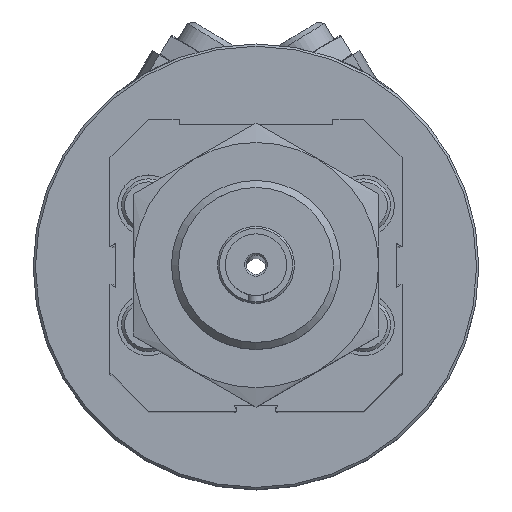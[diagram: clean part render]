
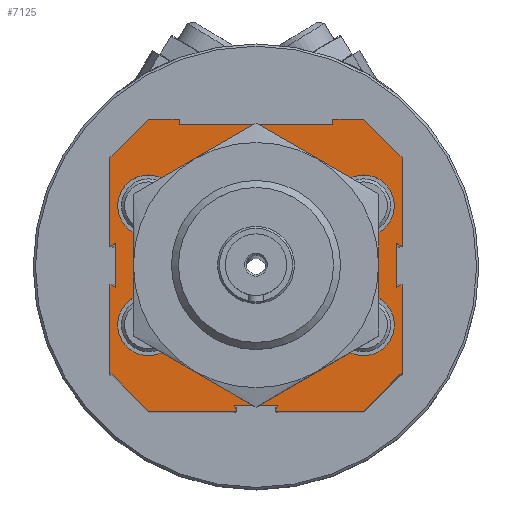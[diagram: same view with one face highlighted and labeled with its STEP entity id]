
A CAD part, top view. The second image highlights one B-rep face of the part: STEP entity #7125.
In plain terms, the highlighted face is planar.
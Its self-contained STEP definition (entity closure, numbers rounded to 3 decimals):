
#201=LINE('',#11245,#730);
#203=LINE('',#11249,#732);
#205=LINE('',#11253,#734);
#239=LINE('',#11339,#768);
#241=LINE('',#11343,#770);
#243=LINE('',#11347,#772);
#277=LINE('',#11433,#806);
#279=LINE('',#11437,#808);
#281=LINE('',#11441,#810);
#341=LINE('',#11597,#870);
#343=LINE('',#11601,#872);
#345=LINE('',#11605,#874);
#387=LINE('',#11706,#916);
#389=LINE('',#11710,#918);
#391=LINE('',#11714,#920);
#392=LINE('',#11716,#921);
#394=LINE('',#11720,#923);
#396=LINE('',#11724,#925);
#397=LINE('',#11726,#926);
#399=LINE('',#11730,#928);
#401=LINE('',#11734,#930);
#402=LINE('',#11736,#931);
#404=LINE('',#11740,#933);
#406=LINE('',#11744,#935);
#730=VECTOR('',#8791,1000.);
#732=VECTOR('',#8795,1000.);
#734=VECTOR('',#8799,1000.);
#768=VECTOR('',#8893,1000.);
#770=VECTOR('',#8897,1000.);
#772=VECTOR('',#8901,1000.);
#806=VECTOR('',#8995,1000.);
#808=VECTOR('',#8999,1000.);
#810=VECTOR('',#9003,1000.);
#870=VECTOR('',#9175,1000.);
#872=VECTOR('',#9179,1000.);
#874=VECTOR('',#9183,1000.);
#916=VECTOR('',#9301,1000.);
#918=VECTOR('',#9305,1000.);
#920=VECTOR('',#9309,1000.);
#921=VECTOR('',#9312,1000.);
#923=VECTOR('',#9316,1000.);
#925=VECTOR('',#9320,1000.);
#926=VECTOR('',#9323,1000.);
#928=VECTOR('',#9327,1000.);
#930=VECTOR('',#9331,1000.);
#931=VECTOR('',#9334,1000.);
#933=VECTOR('',#9338,1000.);
#935=VECTOR('',#9342,1000.);
#1278=PLANE('',#7871);
#1721=CIRCLE('',#7872,4.);
#1722=CIRCLE('',#7873,4.);
#1723=CIRCLE('',#7874,4.);
#1724=CIRCLE('',#7875,4.);
#1725=CIRCLE('',#7876,11.);
#2820=ORIENTED_EDGE('',*,*,#4343,.T.);
#2821=ORIENTED_EDGE('',*,*,#4344,.T.);
#2822=ORIENTED_EDGE('',*,*,#4345,.T.);
#2823=ORIENTED_EDGE('',*,*,#4346,.T.);
#2824=ORIENTED_EDGE('',*,*,#4347,.F.);
#2825=ORIENTED_EDGE('',*,*,#4090,.F.);
#2826=ORIENTED_EDGE('',*,*,#4342,.F.);
#2827=ORIENTED_EDGE('',*,*,#4340,.F.);
#2828=ORIENTED_EDGE('',*,*,#4338,.F.);
#2829=ORIENTED_EDGE('',*,*,#4272,.F.);
#2830=ORIENTED_EDGE('',*,*,#4270,.F.);
#2831=ORIENTED_EDGE('',*,*,#4268,.F.);
#2832=ORIENTED_EDGE('',*,*,#4337,.F.);
#2833=ORIENTED_EDGE('',*,*,#4335,.F.);
#2834=ORIENTED_EDGE('',*,*,#4333,.F.);
#2835=ORIENTED_EDGE('',*,*,#4190,.F.);
#2836=ORIENTED_EDGE('',*,*,#4188,.F.);
#2837=ORIENTED_EDGE('',*,*,#4186,.F.);
#2838=ORIENTED_EDGE('',*,*,#4332,.F.);
#2839=ORIENTED_EDGE('',*,*,#4330,.F.);
#2840=ORIENTED_EDGE('',*,*,#4328,.F.);
#2841=ORIENTED_EDGE('',*,*,#4142,.F.);
#2842=ORIENTED_EDGE('',*,*,#4140,.F.);
#2843=ORIENTED_EDGE('',*,*,#4138,.F.);
#2844=ORIENTED_EDGE('',*,*,#4327,.F.);
#2845=ORIENTED_EDGE('',*,*,#4325,.F.);
#2846=ORIENTED_EDGE('',*,*,#4323,.F.);
#2847=ORIENTED_EDGE('',*,*,#4094,.F.);
#2848=ORIENTED_EDGE('',*,*,#4092,.F.);
#4090=EDGE_CURVE('',#5056,#5057,#201,.T.);
#4092=EDGE_CURVE('',#5057,#5058,#203,.T.);
#4094=EDGE_CURVE('',#5058,#5059,#205,.T.);
#4138=EDGE_CURVE('',#5080,#5081,#239,.T.);
#4140=EDGE_CURVE('',#5081,#5082,#241,.T.);
#4142=EDGE_CURVE('',#5082,#5083,#243,.T.);
#4186=EDGE_CURVE('',#5104,#5105,#277,.T.);
#4188=EDGE_CURVE('',#5105,#5106,#279,.T.);
#4190=EDGE_CURVE('',#5106,#5107,#281,.T.);
#4268=EDGE_CURVE('',#5146,#5147,#341,.T.);
#4270=EDGE_CURVE('',#5147,#5148,#343,.T.);
#4272=EDGE_CURVE('',#5148,#5149,#345,.T.);
#4323=EDGE_CURVE('',#5059,#5170,#387,.T.);
#4325=EDGE_CURVE('',#5170,#5171,#389,.T.);
#4327=EDGE_CURVE('',#5171,#5080,#391,.T.);
#4328=EDGE_CURVE('',#5083,#5172,#392,.T.);
#4330=EDGE_CURVE('',#5172,#5173,#394,.T.);
#4332=EDGE_CURVE('',#5173,#5104,#396,.T.);
#4333=EDGE_CURVE('',#5107,#5174,#397,.T.);
#4335=EDGE_CURVE('',#5174,#5175,#399,.T.);
#4337=EDGE_CURVE('',#5175,#5146,#401,.T.);
#4338=EDGE_CURVE('',#5149,#5176,#402,.T.);
#4340=EDGE_CURVE('',#5176,#5177,#404,.T.);
#4342=EDGE_CURVE('',#5177,#5056,#406,.T.);
#4343=EDGE_CURVE('',#5178,#5178,#1721,.T.);
#4344=EDGE_CURVE('',#5179,#5179,#1722,.T.);
#4345=EDGE_CURVE('',#5180,#5180,#1723,.T.);
#4346=EDGE_CURVE('',#5181,#5181,#1724,.T.);
#4347=EDGE_CURVE('',#5182,#5182,#1725,.F.);
#5056=VERTEX_POINT('',#11244);
#5057=VERTEX_POINT('',#11246);
#5058=VERTEX_POINT('',#11250);
#5059=VERTEX_POINT('',#11254);
#5080=VERTEX_POINT('',#11338);
#5081=VERTEX_POINT('',#11340);
#5082=VERTEX_POINT('',#11344);
#5083=VERTEX_POINT('',#11348);
#5104=VERTEX_POINT('',#11432);
#5105=VERTEX_POINT('',#11434);
#5106=VERTEX_POINT('',#11438);
#5107=VERTEX_POINT('',#11442);
#5146=VERTEX_POINT('',#11596);
#5147=VERTEX_POINT('',#11598);
#5148=VERTEX_POINT('',#11602);
#5149=VERTEX_POINT('',#11606);
#5170=VERTEX_POINT('',#11707);
#5171=VERTEX_POINT('',#11711);
#5172=VERTEX_POINT('',#11717);
#5173=VERTEX_POINT('',#11721);
#5174=VERTEX_POINT('',#11727);
#5175=VERTEX_POINT('',#11731);
#5176=VERTEX_POINT('',#11737);
#5177=VERTEX_POINT('',#11741);
#5178=VERTEX_POINT('',#11747);
#5179=VERTEX_POINT('',#11749);
#5180=VERTEX_POINT('',#11751);
#5181=VERTEX_POINT('',#11753);
#5182=VERTEX_POINT('',#11755);
#5836=EDGE_LOOP('',(#2820));
#5837=EDGE_LOOP('',(#2821));
#5838=EDGE_LOOP('',(#2822));
#5839=EDGE_LOOP('',(#2823));
#5840=EDGE_LOOP('',(#2824));
#5841=EDGE_LOOP('',(#2825,#2826,#2827,#2828,#2829,#2830,#2831,#2832,#2833,
#2834,#2835,#2836,#2837,#2838,#2839,#2840,#2841,#2842,#2843,#2844,#2845,
#2846,#2847,#2848));
#6473=FACE_BOUND('',#5836,.T.);
#6474=FACE_BOUND('',#5837,.T.);
#6475=FACE_BOUND('',#5838,.T.);
#6476=FACE_BOUND('',#5839,.T.);
#6477=FACE_BOUND('',#5840,.T.);
#6478=FACE_BOUND('',#5841,.T.);
#7125=ADVANCED_FACE('',(#6473,#6474,#6475,#6476,#6477,#6478),#1278,.F.);
#7871=AXIS2_PLACEMENT_3D('',#11745,#9343,#9344);
#7872=AXIS2_PLACEMENT_3D('',#11746,#9345,#9346);
#7873=AXIS2_PLACEMENT_3D('',#11748,#9347,#9348);
#7874=AXIS2_PLACEMENT_3D('',#11750,#9349,#9350);
#7875=AXIS2_PLACEMENT_3D('',#11752,#9351,#9352);
#7876=AXIS2_PLACEMENT_3D('',#11754,#9353,#9354);
#8791=DIRECTION('',(0.,-1.,0.));
#8795=DIRECTION('',(0.,-0.707,-0.707));
#8799=DIRECTION('',(0.,0.,-1.));
#8893=DIRECTION('',(0.,0.,-1.));
#8897=DIRECTION('',(0.,0.707,-0.707));
#8901=DIRECTION('',(0.,1.,0.));
#8995=DIRECTION('',(0.,1.,0.));
#8999=DIRECTION('',(0.,0.707,0.707));
#9003=DIRECTION('',(0.,0.,1.));
#9175=DIRECTION('',(0.,0.,1.));
#9179=DIRECTION('',(0.,-0.707,0.707));
#9183=DIRECTION('',(0.,-1.,0.));
#9301=DIRECTION('',(0.,0.903,0.429));
#9305=DIRECTION('',(0.,0.,-1.));
#9309=DIRECTION('',(0.,-0.903,0.429));
#9312=DIRECTION('',(0.,-0.429,0.903));
#9316=DIRECTION('',(0.,1.,0.));
#9320=DIRECTION('',(0.,-0.429,-0.903));
#9323=DIRECTION('',(0.,-0.996,0.087));
#9327=DIRECTION('',(0.,0.,1.));
#9331=DIRECTION('',(0.,0.996,0.087));
#9334=DIRECTION('',(0.,0.429,-0.903));
#9338=DIRECTION('',(0.,-1.,0.));
#9342=DIRECTION('',(0.,0.429,0.903));
#9343=DIRECTION('',(1.,0.,0.));
#9344=DIRECTION('',(0.,0.,-1.));
#9345=DIRECTION('',(1.,0.,0.));
#9346=DIRECTION('',(0.,0.,-1.));
#9347=DIRECTION('',(1.,0.,0.));
#9348=DIRECTION('',(0.,0.,-1.));
#9349=DIRECTION('',(1.,0.,0.));
#9350=DIRECTION('',(0.,0.,-1.));
#9351=DIRECTION('',(1.,0.,0.));
#9352=DIRECTION('',(0.,0.,-1.));
#9353=DIRECTION('',(1.,0.,0.));
#9354=DIRECTION('',(0.,0.,-1.));
#11244=CARTESIAN_POINT('',(-171.6,-2.489,19.));
#11245=CARTESIAN_POINT('',(-171.6,-2.489,19.));
#11246=CARTESIAN_POINT('',(-171.6,-14.,19.));
#11249=CARTESIAN_POINT('',(-171.6,-14.,19.));
#11250=CARTESIAN_POINT('',(-171.6,-19.,14.));
#11253=CARTESIAN_POINT('',(-171.6,-19.,14.));
#11254=CARTESIAN_POINT('',(-171.6,-19.,2.489));
#11338=CARTESIAN_POINT('',(-171.6,-19.,-2.489));
#11339=CARTESIAN_POINT('',(-171.6,-19.,-2.489));
#11340=CARTESIAN_POINT('',(-171.6,-19.,-14.));
#11343=CARTESIAN_POINT('',(-171.6,-19.,-14.));
#11344=CARTESIAN_POINT('',(-171.6,-14.,-19.));
#11347=CARTESIAN_POINT('',(-171.6,-14.,-19.));
#11348=CARTESIAN_POINT('',(-171.6,-2.489,-19.));
#11432=CARTESIAN_POINT('',(-171.6,2.489,-19.));
#11433=CARTESIAN_POINT('',(-171.6,2.489,-19.));
#11434=CARTESIAN_POINT('',(-171.6,14.,-19.));
#11437=CARTESIAN_POINT('',(-171.6,14.,-19.));
#11438=CARTESIAN_POINT('',(-171.6,19.,-14.));
#11441=CARTESIAN_POINT('',(-171.6,19.,-14.));
#11442=CARTESIAN_POINT('',(-171.6,19.,-10.));
#11596=CARTESIAN_POINT('',(-171.6,19.,10.));
#11597=CARTESIAN_POINT('',(-171.6,19.,10.));
#11598=CARTESIAN_POINT('',(-171.6,19.,14.));
#11601=CARTESIAN_POINT('',(-171.6,19.,14.));
#11602=CARTESIAN_POINT('',(-171.6,14.,19.));
#11605=CARTESIAN_POINT('',(-171.6,14.,19.));
#11606=CARTESIAN_POINT('',(-171.6,2.489,19.));
#11706=CARTESIAN_POINT('',(-171.6,-19.,2.489));
#11707=CARTESIAN_POINT('',(-171.6,-18.24,2.85));
#11710=CARTESIAN_POINT('',(-171.6,-18.24,2.85));
#11711=CARTESIAN_POINT('',(-171.6,-18.24,-2.85));
#11714=CARTESIAN_POINT('',(-171.6,-18.24,-2.85));
#11716=CARTESIAN_POINT('',(-171.6,-2.489,-19.));
#11717=CARTESIAN_POINT('',(-171.6,-2.85,-18.24));
#11720=CARTESIAN_POINT('',(-171.6,-2.85,-18.24));
#11721=CARTESIAN_POINT('',(-171.6,2.85,-18.24));
#11724=CARTESIAN_POINT('',(-171.6,2.85,-18.24));
#11726=CARTESIAN_POINT('',(-171.6,19.,-10.));
#11727=CARTESIAN_POINT('',(-171.6,18.316,-9.94));
#11730=CARTESIAN_POINT('',(-171.6,18.316,-9.94));
#11731=CARTESIAN_POINT('',(-171.6,18.316,9.94));
#11734=CARTESIAN_POINT('',(-171.6,18.316,9.94));
#11736=CARTESIAN_POINT('',(-171.6,2.489,19.));
#11737=CARTESIAN_POINT('',(-171.6,2.85,18.24));
#11740=CARTESIAN_POINT('',(-171.6,2.85,18.24));
#11741=CARTESIAN_POINT('',(-171.6,-2.85,18.24));
#11744=CARTESIAN_POINT('',(-171.6,-2.85,18.24));
#11745=CARTESIAN_POINT('',(-171.6,0.,0.));
#11746=CARTESIAN_POINT('',(-171.6,-7.75,14.));
#11747=CARTESIAN_POINT('',(-171.6,-7.75,10.));
#11748=CARTESIAN_POINT('',(-171.6,-7.75,-14.));
#11749=CARTESIAN_POINT('',(-171.6,-7.75,-18.));
#11750=CARTESIAN_POINT('',(-171.6,7.75,-14.));
#11751=CARTESIAN_POINT('',(-171.6,7.75,-18.));
#11752=CARTESIAN_POINT('',(-171.6,7.75,14.));
#11753=CARTESIAN_POINT('',(-171.6,7.75,10.));
#11754=CARTESIAN_POINT('',(-171.6,0.,0.));
#11755=CARTESIAN_POINT('',(-171.6,0.,-11.));
